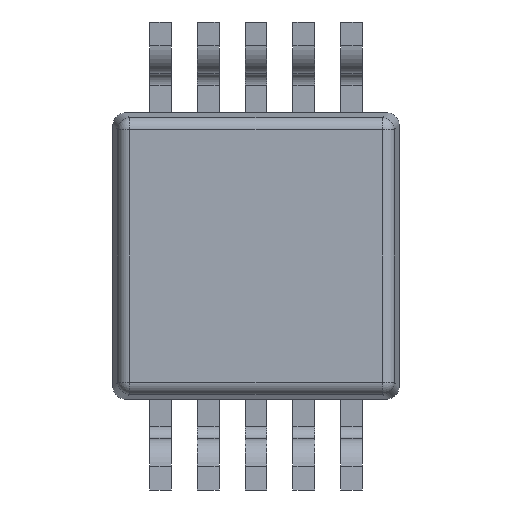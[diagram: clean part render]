
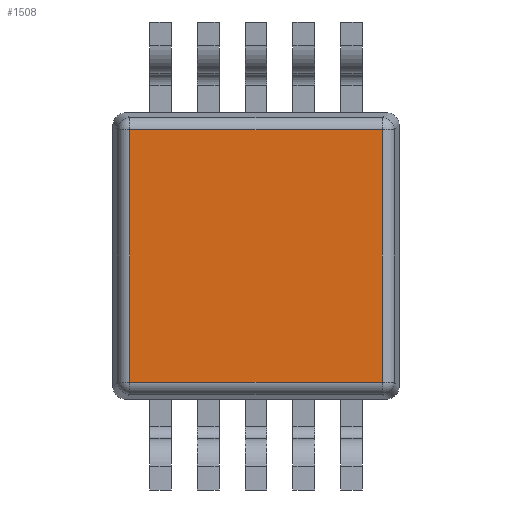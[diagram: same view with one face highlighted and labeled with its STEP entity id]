
A CAD part, front view. The second image highlights one B-rep face of the part: STEP entity #1508.
In plain terms, the highlighted planar face has unit normal (0, -1, 0).
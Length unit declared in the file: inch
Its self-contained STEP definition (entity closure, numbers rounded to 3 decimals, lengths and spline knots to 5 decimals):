
#662=DIRECTION('',(0.,0.,-1.));
#663=VECTOR('',#662,0.10416);
#664=CARTESIAN_POINT('',(-0.05208,-0.0205,0.05208));
#665=LINE('',#664,#663);
#676=DIRECTION('',(0.,0.,1.));
#677=VECTOR('',#676,0.10416);
#678=CARTESIAN_POINT('',(0.05208,-0.0205,-0.05208));
#679=LINE('',#678,#677);
#714=DIRECTION('',(-1.,0.,0.));
#715=VECTOR('',#714,0.10416);
#716=CARTESIAN_POINT('',(0.05208,-0.0205,0.05208));
#717=LINE('',#716,#715);
#766=DIRECTION('',(1.,0.,0.));
#767=VECTOR('',#766,0.10416);
#768=CARTESIAN_POINT('',(-0.05208,-0.0205,-0.05208));
#769=LINE('',#768,#767);
#886=CARTESIAN_POINT('',(0.05208,-0.0205,-0.05208));
#887=CARTESIAN_POINT('',(0.05208,-0.0205,0.05208));
#888=VERTEX_POINT('',#886);
#889=VERTEX_POINT('',#887);
#944=CARTESIAN_POINT('',(-0.05208,-0.0205,-0.05208));
#945=VERTEX_POINT('',#944);
#966=CARTESIAN_POINT('',(-0.05208,-0.0205,0.05208));
#967=VERTEX_POINT('',#966);
#1494=CARTESIAN_POINT('',(0.,-0.0205,0.));
#1495=DIRECTION('',(0.,-1.,0.));
#1496=DIRECTION('',(-1.,0.,0.));
#1497=AXIS2_PLACEMENT_3D('',#1494,#1495,#1496);
#1498=PLANE('',#1497);
#1500=ORIENTED_EDGE('',*,*,#1499,.F.);
#1502=ORIENTED_EDGE('',*,*,#1501,.F.);
#1503=ORIENTED_EDGE('',*,*,#1485,.F.);
#1505=ORIENTED_EDGE('',*,*,#1504,.F.);
#1506=EDGE_LOOP('',(#1500,#1502,#1503,#1505));
#1507=FACE_OUTER_BOUND('',#1506,.F.);
#1508=ADVANCED_FACE('',(#1507),#1498,.T.);
#1485=EDGE_CURVE('',#967,#945,#665,.T.);
#1499=EDGE_CURVE('',#888,#889,#679,.T.);
#1501=EDGE_CURVE('',#945,#888,#769,.T.);
#1504=EDGE_CURVE('',#889,#967,#717,.T.);
